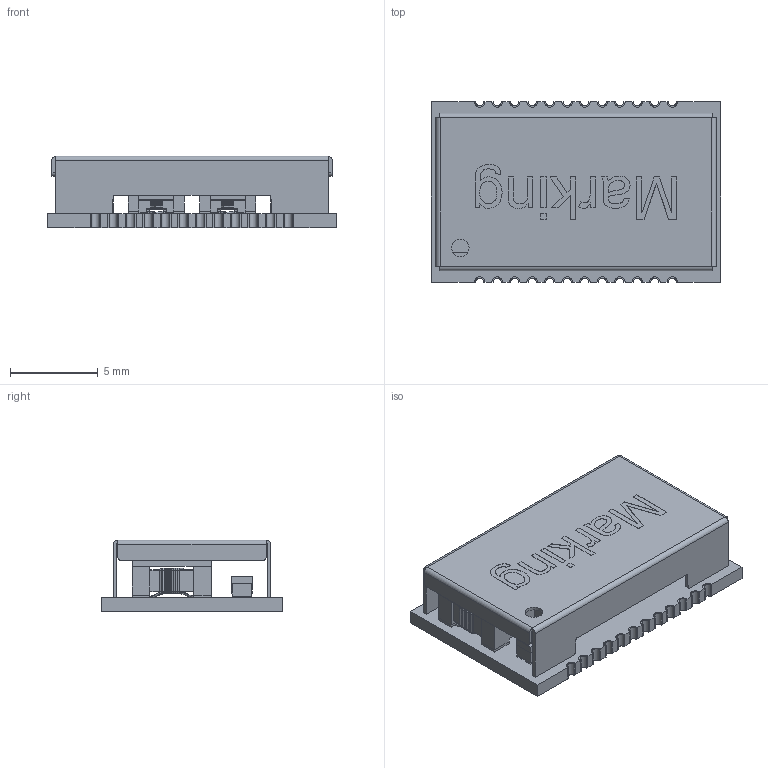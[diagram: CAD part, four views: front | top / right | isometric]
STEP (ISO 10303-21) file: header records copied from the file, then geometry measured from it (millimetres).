
FILE_DESCRIPTION( ( 'Unknown' ), '1' );
FILE_NAME( '749023310.stp', 'Unknown', ( 'Unknown' ), ( 'Unknown' ), 'PSStep 21.0.46', 'Unknown', ' ' );
FILE_SCHEMA( ( 'AUTOMOTIVE_DESIGN { 1 0 10303 214 1 1 1 1 }' ) );
Length unit declared in the file: millimetre
Products named in the file (46): 744231xxx; Gehäuse; Boden; Lötfläche; 744235xxx; base; ferrite; pins; 744231xxx_mir; Gehäuse_mir; Assem1; Base; Shielding Cover; Contacts
Assembly tree (58 placements, depth 3):
  Assem1
    Base
    Shielding Cover
    Contacts
    Contacts
    Contacts
    Contacts
    Contacts
    Contacts
    Contacts
    Contacts
    Contacts
    Contacts
    Contacts
    Contacts
    Contacts
    Contacts
    Contacts
    Contacts
    Contacts
    Contacts
    Contacts
    Contacts
    Contacts
    Contacts
    Contacts
    Contacts
    744231xxx  x3
      Gehäuse
      Gehäuse
      Gehäuse
      Boden
      Lötfläche
    744231xxx_mir
      Gehäuse_mir
      Gehäuse_mir
      Gehäuse_mir
      Boden
      Lötfläche  x4
    744235xxx  x4
      base
      base
      base
      ferrite
      pins
      pins
      pins
      pins
Bounding box: 16.5 x 10.3 x 4.1 mm (x, y, z)
Volume: 329.8 mm3; surface area: 1582.3 mm2
Topology: 90 solids, 90 shells, 1801 faces, 3986 edges, 2375 vertices
Faces by surface type: plane 812, cylinder 541, torus 272, bspline 160, extrusion 16
Full cylindrical faces by diameter (mm): 0.05 x232, 0.1 x184, 1 x1
Entity records: 40859 total; most frequent: CARTESIAN_POINT 11624, DIRECTION 4363, ORIENTED_EDGE 3854, EDGE_CURVE 1927, AXIS2_PLACEMENT_3D 1595, VERTEX_POINT 1394, EDGE_LOOP 1311, FACE_OUTER_BOUND 1299
